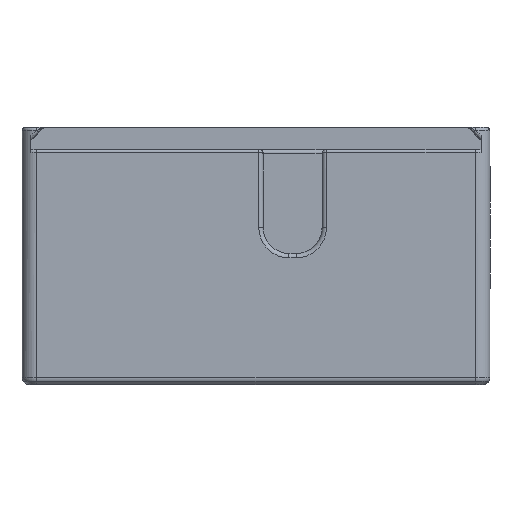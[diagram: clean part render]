
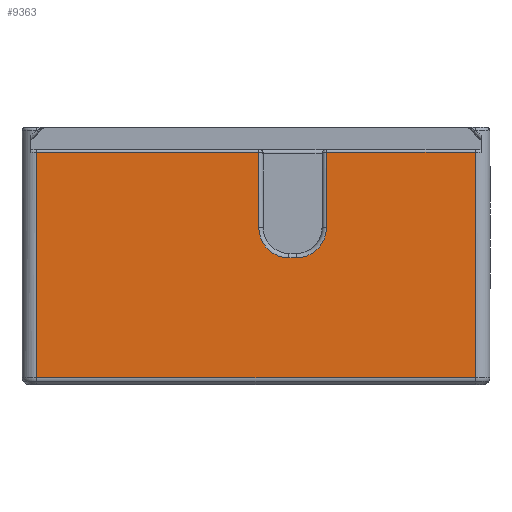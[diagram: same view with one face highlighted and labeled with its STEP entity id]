
A CAD part, front view. The second image highlights one B-rep face of the part: STEP entity #9363.
In plain terms, the highlighted planar face has unit normal (0, -1, 0).
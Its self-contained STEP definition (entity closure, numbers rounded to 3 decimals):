
#202=PLANE('',#10168);
#487=CIRCLE('',#10169,4.1);
#488=CIRCLE('',#10170,4.1);
#1232=FACE_OUTER_BOUND('',#1898,.T.);
#1898=EDGE_LOOP('',(#6587,#6588,#6589,#6590,#6591,#6592,#6593,#6594,#6595,
#6596));
#2670=LINE('',#15462,#3295);
#2674=LINE('',#15484,#3299);
#2675=LINE('',#15486,#3300);
#2676=LINE('',#15488,#3301);
#2677=LINE('',#15492,#3302);
#2678=LINE('',#15496,#3303);
#2679=LINE('',#15497,#3304);
#2680=LINE('',#15498,#3305);
#3295=VECTOR('',#11841,10.);
#3299=VECTOR('',#11855,2.);
#3300=VECTOR('',#11856,10.);
#3301=VECTOR('',#11857,10.);
#3302=VECTOR('',#11860,10.);
#3303=VECTOR('',#11863,10.);
#3304=VECTOR('',#11864,10.);
#3305=VECTOR('',#11865,10.);
#4028=VERTEX_POINT('',#15460);
#4029=VERTEX_POINT('',#15461);
#4037=VERTEX_POINT('',#15482);
#4038=VERTEX_POINT('',#15483);
#4039=VERTEX_POINT('',#15485);
#4040=VERTEX_POINT('',#15487);
#4041=VERTEX_POINT('',#15489);
#4042=VERTEX_POINT('',#15491);
#4043=VERTEX_POINT('',#15493);
#4044=VERTEX_POINT('',#15495);
#4948=EDGE_CURVE('',#4028,#4029,#2670,.T.);
#4957=EDGE_CURVE('',#4037,#4038,#2674,.T.);
#4958=EDGE_CURVE('',#4039,#4037,#2675,.T.);
#4959=EDGE_CURVE('',#4040,#4039,#2676,.T.);
#4960=EDGE_CURVE('',#4041,#4040,#487,.T.);
#4961=EDGE_CURVE('',#4042,#4041,#2677,.T.);
#4962=EDGE_CURVE('',#4043,#4042,#488,.T.);
#4963=EDGE_CURVE('',#4044,#4043,#2678,.T.);
#4964=EDGE_CURVE('',#4029,#4044,#2679,.T.);
#4965=EDGE_CURVE('',#4038,#4028,#2680,.T.);
#6587=ORIENTED_EDGE('',*,*,#4957,.F.);
#6588=ORIENTED_EDGE('',*,*,#4958,.F.);
#6589=ORIENTED_EDGE('',*,*,#4959,.F.);
#6590=ORIENTED_EDGE('',*,*,#4960,.F.);
#6591=ORIENTED_EDGE('',*,*,#4961,.F.);
#6592=ORIENTED_EDGE('',*,*,#4962,.F.);
#6593=ORIENTED_EDGE('',*,*,#4963,.F.);
#6594=ORIENTED_EDGE('',*,*,#4964,.F.);
#6595=ORIENTED_EDGE('',*,*,#4948,.F.);
#6596=ORIENTED_EDGE('',*,*,#4965,.F.);
#9363=ADVANCED_FACE('',(#1232),#202,.T.);
#10168=AXIS2_PLACEMENT_3D('',#15481,#11853,#11854);
#10169=AXIS2_PLACEMENT_3D('',#15490,#11858,#11859);
#10170=AXIS2_PLACEMENT_3D('',#15494,#11861,#11862);
#11841=DIRECTION('',(0.,0.,1.));
#11853=DIRECTION('center_axis',(0.,-1.,0.));
#11854=DIRECTION('ref_axis',(-1.,0.,0.));
#11855=DIRECTION('',(0.,0.,-1.));
#11856=DIRECTION('',(1.,0.,0.));
#11857=DIRECTION('',(0.,0.,1.));
#11858=DIRECTION('center_axis',(0.,-1.,0.));
#11859=DIRECTION('ref_axis',(0.707,0.,-0.707));
#11860=DIRECTION('',(1.,0.,0.));
#11861=DIRECTION('center_axis',(0.,-1.,0.));
#11862=DIRECTION('ref_axis',(-0.707,0.,-0.707));
#11863=DIRECTION('',(0.,0.,-1.));
#11864=DIRECTION('',(1.,0.,0.));
#11865=DIRECTION('',(-1.,0.,0.));
#15460=CARTESIAN_POINT('',(-28.766,-106.832,-16.919));
#15461=CARTESIAN_POINT('',(-28.766,-106.832,13.75));
#15462=CARTESIAN_POINT('',(-28.766,-106.832,14.15));
#15481=CARTESIAN_POINT('Origin',(27.881,-106.832,14.15));
#15482=CARTESIAN_POINT('',(30.881,-106.832,13.75));
#15483=CARTESIAN_POINT('',(30.881,-106.832,-16.919));
#15484=CARTESIAN_POINT('',(30.881,-106.832,14.15));
#15485=CARTESIAN_POINT('',(10.634,-106.832,13.75));
#15486=CARTESIAN_POINT('',(14.469,-106.832,13.75));
#15487=CARTESIAN_POINT('',(10.634,-106.832,3.5));
#15488=CARTESIAN_POINT('',(10.634,-106.832,14.15));
#15489=CARTESIAN_POINT('',(6.534,-106.832,-0.6));
#15490=CARTESIAN_POINT('Origin',(6.534,-106.832,3.5));
#15491=CARTESIAN_POINT('',(5.534,-106.832,-0.6));
#15492=CARTESIAN_POINT('',(19.458,-106.832,-0.6));
#15493=CARTESIAN_POINT('',(1.434,-106.832,3.5));
#15494=CARTESIAN_POINT('Origin',(5.534,-106.832,3.5));
#15495=CARTESIAN_POINT('',(1.434,-106.832,13.75));
#15496=CARTESIAN_POINT('',(1.434,-106.832,14.15));
#15497=CARTESIAN_POINT('',(-7.716,-106.832,13.75));
#15498=CARTESIAN_POINT('',(21.175,-106.832,-16.919));
